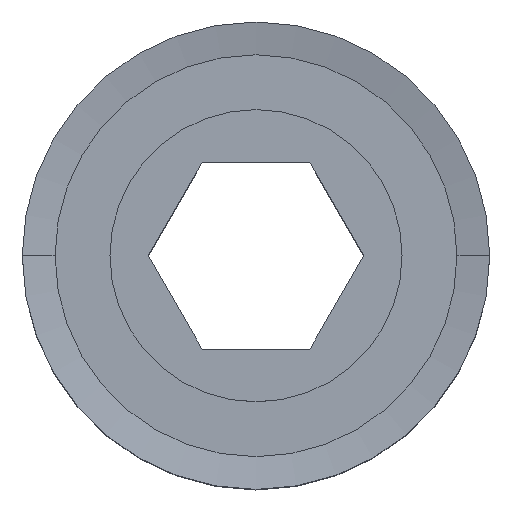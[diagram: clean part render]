
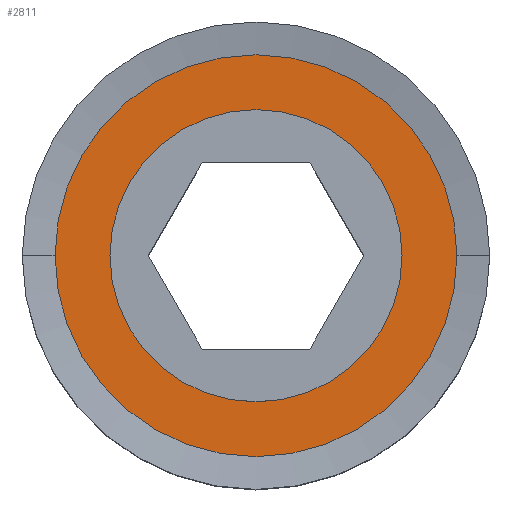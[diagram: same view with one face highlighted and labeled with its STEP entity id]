
A CAD part, top view. The second image highlights one B-rep face of the part: STEP entity #2811.
In plain terms, the highlighted planar face has unit normal (0, 0, 1).
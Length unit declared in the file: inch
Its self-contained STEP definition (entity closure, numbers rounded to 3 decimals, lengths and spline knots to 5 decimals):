
#870 = CARTESIAN_POINT ( 'NONE',  ( 0., 0., 0.41831 ) ) ;
#1048 = DIRECTION ( 'NONE',  ( 0., 0., -1. ) ) ;
#1144 = DIRECTION ( 'NONE',  ( 0., 0., 1. ) ) ;
#2811 = ADVANCED_FACE ( 'NONE', ( #16948, #18371 ), #17028, .T. ) ;
#3874 = DIRECTION ( 'NONE',  ( 1., 0., 0. ) ) ;
#4064 = CARTESIAN_POINT ( 'NONE',  ( 0., 0., 0.41831 ) ) ;
#4267 = CIRCLE ( 'NONE', #6114, 0.3937 ) ;
#4735 = ORIENTED_EDGE ( 'NONE', *, *, #8273, .T. ) ;
#4980 = CIRCLE ( 'NONE', #15856, 0.3937 ) ;
#5164 = EDGE_LOOP ( 'NONE', ( #12878, #4735 ) ) ;
#5334 = DIRECTION ( 'NONE',  ( 0., 0., 1. ) ) ;
#5523 = DIRECTION ( 'NONE',  ( 1., 0., 0. ) ) ;
#5950 = CARTESIAN_POINT ( 'NONE',  ( 0., 0., 0.41831 ) ) ;
#6025 = AXIS2_PLACEMENT_3D ( 'NONE', #6889, #1144, #3874 ) ;
#6114 = AXIS2_PLACEMENT_3D ( 'NONE', #4064, #1048, #5523 ) ;
#6889 = CARTESIAN_POINT ( 'NONE',  ( 0., 0., 0.41831 ) ) ;
#7834 = CIRCLE ( 'NONE', #10909, 0.54154 ) ;
#8181 = CARTESIAN_POINT ( 'NONE',  ( 0., 0., 0.41831 ) ) ;
#8273 = EDGE_CURVE ( 'NONE', #17059, #15569, #4980, .T. ) ;
#9707 = CIRCLE ( 'NONE', #6025, 0.54154 ) ;
#10777 = ORIENTED_EDGE ( 'NONE', *, *, #16913, .T. ) ;
#10909 = AXIS2_PLACEMENT_3D ( 'NONE', #870, #5334, #17190 ) ;
#11162 = DIRECTION ( 'NONE',  ( 1., 0., 0. ) ) ;
#12012 = DIRECTION ( 'NONE',  ( 0., 0., -1. ) ) ;
#12235 = AXIS2_PLACEMENT_3D ( 'NONE', #8181, #14101, #11162 ) ;
#12529 = ORIENTED_EDGE ( 'NONE', *, *, #13323, .T. ) ;
#12878 = ORIENTED_EDGE ( 'NONE', *, *, #18532, .T. ) ;
#13323 = EDGE_CURVE ( 'NONE', #19129, #17613, #7834, .T. ) ;
#14101 = DIRECTION ( 'NONE',  ( 0., 0., 1. ) ) ;
#14552 = CARTESIAN_POINT ( 'NONE',  ( 0.54154, 0., 0.41831 ) ) ;
#14977 = CARTESIAN_POINT ( 'NONE',  ( -0.3937, 0., 0.41831 ) ) ;
#15232 = DIRECTION ( 'NONE',  ( 1., 0., 0. ) ) ;
#15569 = VERTEX_POINT ( 'NONE', #15989 ) ;
#15856 = AXIS2_PLACEMENT_3D ( 'NONE', #5950, #12012, #15232 ) ;
#15989 = CARTESIAN_POINT ( 'NONE',  ( 0.3937, 0., 0.41831 ) ) ;
#16776 = CARTESIAN_POINT ( 'NONE',  ( -0.54154, 0., 0.41831 ) ) ;
#16913 = EDGE_CURVE ( 'NONE', #17613, #19129, #9707, .T. ) ;
#16948 = FACE_OUTER_BOUND ( 'NONE', #17508, .T. ) ;
#17028 = PLANE ( 'NONE',  #12235 ) ;
#17059 = VERTEX_POINT ( 'NONE', #14977 ) ;
#17190 = DIRECTION ( 'NONE',  ( 1., 0., 0. ) ) ;
#17508 = EDGE_LOOP ( 'NONE', ( #12529, #10777 ) ) ;
#17613 = VERTEX_POINT ( 'NONE', #16776 ) ;
#18371 = FACE_BOUND ( 'NONE', #5164, .T. ) ;
#18532 = EDGE_CURVE ( 'NONE', #15569, #17059, #4267, .T. ) ;
#19129 = VERTEX_POINT ( 'NONE', #14552 ) ;
